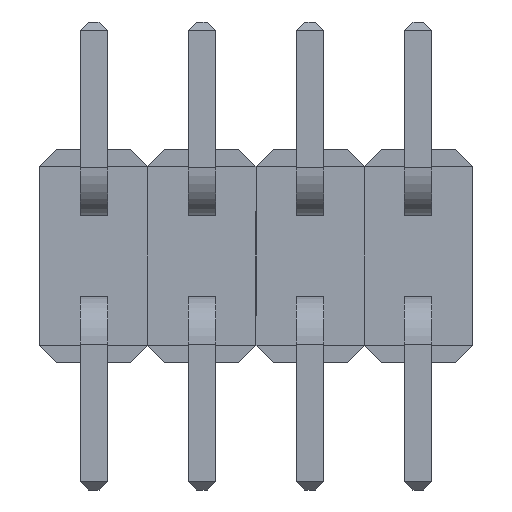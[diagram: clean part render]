
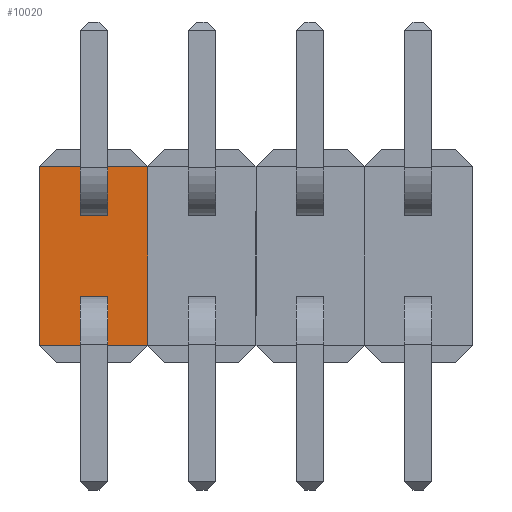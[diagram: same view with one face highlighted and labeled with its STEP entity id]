
A CAD part, front view. The second image highlights one B-rep face of the part: STEP entity #10020.
In plain terms, the highlighted planar face has unit normal (0, -1, 0).
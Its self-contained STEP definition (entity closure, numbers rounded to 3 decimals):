
#77 = VECTOR ( 'NONE', #2506, 1000. ) ;
#245 = ORIENTED_EDGE ( 'NONE', *, *, #5481, .T. ) ;
#266 = VECTOR ( 'NONE', #11489, 1000. ) ;
#396 = CARTESIAN_POINT ( 'NONE',  ( -0.32, 0.54, -1.59 ) ) ;
#478 = ORIENTED_EDGE ( 'NONE', *, *, #2630, .T. ) ;
#746 = VECTOR ( 'NONE', #9067, 1000. ) ;
#775 = PLANE ( 'NONE',  #11154 ) ;
#918 = FACE_OUTER_BOUND ( 'NONE', #10887, .T. ) ;
#969 = VECTOR ( 'NONE', #4677, 1000. ) ;
#999 = DIRECTION ( 'NONE',  ( 0., 0., -1. ) ) ;
#1097 = VECTOR ( 'NONE', #4370, 1000. ) ;
#1236 = DIRECTION ( 'NONE',  ( -1., 0., 0. ) ) ;
#1391 = EDGE_CURVE ( 'NONE', #8126, #5698, #1782, .T. ) ;
#1475 = CARTESIAN_POINT ( 'NONE',  ( 1.27, 0.54, -2.1 ) ) ;
#1594 = LINE ( 'NONE', #10280, #77 ) ;
#1619 = VECTOR ( 'NONE', #10955, 1000. ) ;
#1681 = ORIENTED_EDGE ( 'NONE', *, *, #1391, .T. ) ;
#1777 = EDGE_CURVE ( 'NONE', #11356, #2221, #11385, .T. ) ;
#1782 = LINE ( 'NONE', #6973, #1619 ) ;
#1830 = CARTESIAN_POINT ( 'NONE',  ( 1.27, 0.54, 2.1 ) ) ;
#1896 = ORIENTED_EDGE ( 'NONE', *, *, #1777, .T. ) ;
#2036 = DIRECTION ( 'NONE',  ( -1., 0., 0. ) ) ;
#2120 = FACE_BOUND ( 'NONE', #4053, .T. ) ;
#2143 = EDGE_CURVE ( 'NONE', #5665, #8126, #1594, .T. ) ;
#2169 = VERTEX_POINT ( 'NONE', #1475 ) ;
#2221 = VERTEX_POINT ( 'NONE', #8395 ) ;
#2499 = CARTESIAN_POINT ( 'NONE',  ( 0.32, 0.54, -0.95 ) ) ;
#2506 = DIRECTION ( 'NONE',  ( 0., 0., -1. ) ) ;
#2630 = EDGE_CURVE ( 'NONE', #4878, #11356, #3670, .T. ) ;
#2685 = ORIENTED_EDGE ( 'NONE', *, *, #5984, .F. ) ;
#2693 = DIRECTION ( 'NONE',  ( 0., 0., 1. ) ) ;
#2772 = EDGE_CURVE ( 'NONE', #7141, #3840, #3218, .T. ) ;
#2842 = DIRECTION ( 'NONE',  ( 0., 1., 0. ) ) ;
#2872 = CARTESIAN_POINT ( 'NONE',  ( 0.32, 0.54, 0.95 ) ) ;
#2947 = EDGE_CURVE ( 'NONE', #10678, #7141, #3522, .T. ) ;
#3218 = LINE ( 'NONE', #9385, #4136 ) ;
#3522 = LINE ( 'NONE', #6750, #969 ) ;
#3670 = LINE ( 'NONE', #11259, #1097 ) ;
#3840 = VERTEX_POINT ( 'NONE', #9535 ) ;
#3865 = ORIENTED_EDGE ( 'NONE', *, *, #7917, .F. ) ;
#4053 = EDGE_LOOP ( 'NONE', ( #8425, #9938, #3865, #5920 ) ) ;
#4136 = VECTOR ( 'NONE', #2693, 1000. ) ;
#4164 = VECTOR ( 'NONE', #2036, 1000. ) ;
#4370 = DIRECTION ( 'NONE',  ( -1., 0., 0. ) ) ;
#4677 = DIRECTION ( 'NONE',  ( 1., 0., 0. ) ) ;
#4878 = VERTEX_POINT ( 'NONE', #7216 ) ;
#5144 = CARTESIAN_POINT ( 'NONE',  ( -0.32, 0.54, -0.95 ) ) ;
#5481 = EDGE_CURVE ( 'NONE', #5698, #5534, #8168, .T. ) ;
#5509 = VECTOR ( 'NONE', #5872, 1000. ) ;
#5534 = VERTEX_POINT ( 'NONE', #5144 ) ;
#5555 = VECTOR ( 'NONE', #999, 1000. ) ;
#5665 = VERTEX_POINT ( 'NONE', #2499 ) ;
#5698 = VERTEX_POINT ( 'NONE', #396 ) ;
#5872 = DIRECTION ( 'NONE',  ( 1., 0., 0. ) ) ;
#5920 = ORIENTED_EDGE ( 'NONE', *, *, #7881, .F. ) ;
#5984 = EDGE_CURVE ( 'NONE', #4878, #2169, #7847, .T. ) ;
#6180 = LINE ( 'NONE', #8007, #746 ) ;
#6601 = EDGE_CURVE ( 'NONE', #2169, #2221, #11816, .T. ) ;
#6750 = CARTESIAN_POINT ( 'NONE',  ( 1.27, 0.54, 0.95 ) ) ;
#6793 = CARTESIAN_POINT ( 'NONE',  ( -1.27, 0.54, 2.1 ) ) ;
#6940 = CARTESIAN_POINT ( 'NONE',  ( 1.27, 0.54, -0.95 ) ) ;
#6973 = CARTESIAN_POINT ( 'NONE',  ( 1.27, 0.54, -1.59 ) ) ;
#7141 = VERTEX_POINT ( 'NONE', #2872 ) ;
#7216 = CARTESIAN_POINT ( 'NONE',  ( 1.27, 0.54, 2.1 ) ) ;
#7314 = ORIENTED_EDGE ( 'NONE', *, *, #2143, .T. ) ;
#7825 = CARTESIAN_POINT ( 'NONE',  ( 1.27, 0.54, -2.1 ) ) ;
#7847 = LINE ( 'NONE', #9633, #266 ) ;
#7881 = EDGE_CURVE ( 'NONE', #3840, #9194, #8741, .T. ) ;
#7917 = EDGE_CURVE ( 'NONE', #9194, #10678, #6180, .T. ) ;
#8007 = CARTESIAN_POINT ( 'NONE',  ( -0.32, 0.54, 2.1 ) ) ;
#8013 = FACE_BOUND ( 'NONE', #10907, .T. ) ;
#8020 = VECTOR ( 'NONE', #9885, 1000. ) ;
#8090 = CARTESIAN_POINT ( 'NONE',  ( 1.27, 0.54, 1.59 ) ) ;
#8126 = VERTEX_POINT ( 'NONE', #11283 ) ;
#8168 = LINE ( 'NONE', #10961, #8020 ) ;
#8395 = CARTESIAN_POINT ( 'NONE',  ( -1.27, 0.54, -2.1 ) ) ;
#8425 = ORIENTED_EDGE ( 'NONE', *, *, #2772, .F. ) ;
#8516 = LINE ( 'NONE', #6940, #5509 ) ;
#8741 = LINE ( 'NONE', #8090, #12158 ) ;
#9067 = DIRECTION ( 'NONE',  ( 0., 0., -1. ) ) ;
#9070 = EDGE_CURVE ( 'NONE', #5534, #5665, #8516, .T. ) ;
#9108 = CARTESIAN_POINT ( 'NONE',  ( -1.27, 0.54, 2.1 ) ) ;
#9194 = VERTEX_POINT ( 'NONE', #9973 ) ;
#9385 = CARTESIAN_POINT ( 'NONE',  ( 0.32, 0.54, 2.1 ) ) ;
#9535 = CARTESIAN_POINT ( 'NONE',  ( 0.32, 0.54, 1.59 ) ) ;
#9578 = DIRECTION ( 'NONE',  ( 0., 0., 1. ) ) ;
#9633 = CARTESIAN_POINT ( 'NONE',  ( 1.27, 0.54, 2.1 ) ) ;
#9885 = DIRECTION ( 'NONE',  ( 0., 0., 1. ) ) ;
#9938 = ORIENTED_EDGE ( 'NONE', *, *, #2947, .F. ) ;
#9973 = CARTESIAN_POINT ( 'NONE',  ( -0.32, 0.54, 1.59 ) ) ;
#10020 = ADVANCED_FACE ( 'NONE', ( #918, #8013, #2120 ), #775, .F. ) ;
#10204 = ORIENTED_EDGE ( 'NONE', *, *, #9070, .T. ) ;
#10280 = CARTESIAN_POINT ( 'NONE',  ( 0.32, 0.54, 2.1 ) ) ;
#10678 = VERTEX_POINT ( 'NONE', #11386 ) ;
#10886 = ORIENTED_EDGE ( 'NONE', *, *, #6601, .F. ) ;
#10887 = EDGE_LOOP ( 'NONE', ( #1896, #10886, #2685, #478 ) ) ;
#10907 = EDGE_LOOP ( 'NONE', ( #1681, #245, #10204, #7314 ) ) ;
#10955 = DIRECTION ( 'NONE',  ( -1., 0., 0. ) ) ;
#10961 = CARTESIAN_POINT ( 'NONE',  ( -0.32, 0.54, 2.1 ) ) ;
#11154 = AXIS2_PLACEMENT_3D ( 'NONE', #1830, #2842, #9578 ) ;
#11259 = CARTESIAN_POINT ( 'NONE',  ( 1.27, 0.54, 2.1 ) ) ;
#11283 = CARTESIAN_POINT ( 'NONE',  ( 0.32, 0.54, -1.59 ) ) ;
#11356 = VERTEX_POINT ( 'NONE', #9108 ) ;
#11385 = LINE ( 'NONE', #6793, #5555 ) ;
#11386 = CARTESIAN_POINT ( 'NONE',  ( -0.32, 0.54, 0.95 ) ) ;
#11489 = DIRECTION ( 'NONE',  ( 0., 0., -1. ) ) ;
#11816 = LINE ( 'NONE', #7825, #4164 ) ;
#12158 = VECTOR ( 'NONE', #1236, 1000. ) ;
